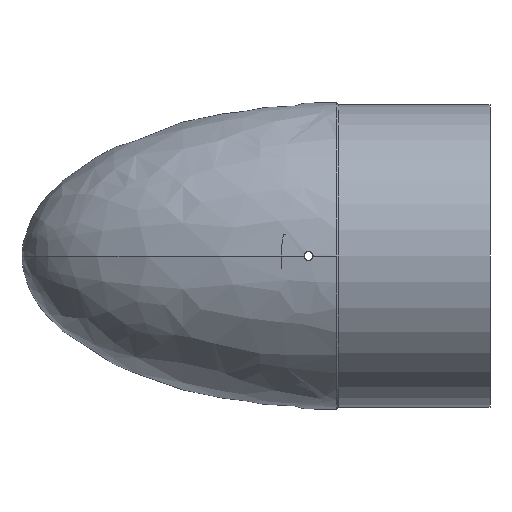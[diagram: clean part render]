
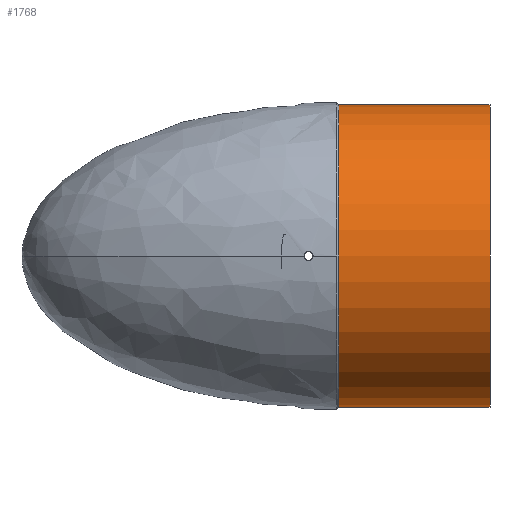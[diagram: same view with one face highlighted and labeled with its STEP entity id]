
A CAD part, left-side view. The second image highlights one B-rep face of the part: STEP entity #1768.
In plain terms, the highlighted cylindrical face has radius 79.375 mm (diameter 158.75 mm), a partial arc.
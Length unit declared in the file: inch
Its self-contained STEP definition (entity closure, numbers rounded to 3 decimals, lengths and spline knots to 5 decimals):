
#18 = ORIENTED_EDGE ( 'NONE', *, *, #1728, .F. ) ;
#71 = DIRECTION ( 'NONE',  ( 0., 1., 0. ) ) ;
#192 = ORIENTED_EDGE ( 'NONE', *, *, #1177, .T. ) ;
#248 = LINE ( 'NONE', #1108, #1771 ) ;
#265 = CYLINDRICAL_SURFACE ( 'NONE', #642, 3.125 ) ;
#276 = CARTESIAN_POINT ( 'NONE',  ( 0., -0.045, -3.125 ) ) ;
#295 = LINE ( 'NONE', #446, #1647 ) ;
#335 = VERTEX_POINT ( 'NONE', #1741 ) ;
#360 = CARTESIAN_POINT ( 'NONE',  ( 0., -0.045, 3.125 ) ) ;
#422 = CIRCLE ( 'NONE', #665, 3.125 ) ;
#446 = CARTESIAN_POINT ( 'NONE',  ( 0., 6.5, 3.125 ) ) ;
#455 = DIRECTION ( 'NONE',  ( 0., 1., 0. ) ) ;
#595 = EDGE_LOOP ( 'NONE', ( #18, #1572, #192, #662 ) ) ;
#613 = EDGE_CURVE ( 'NONE', #1717, #335, #422, .T. ) ;
#642 = AXIS2_PLACEMENT_3D ( 'NONE', #1161, #455, #856 ) ;
#662 = ORIENTED_EDGE ( 'NONE', *, *, #1821, .F. ) ;
#665 = AXIS2_PLACEMENT_3D ( 'NONE', #1405, #71, #1087 ) ;
#826 = CIRCLE ( 'NONE', #1258, 3.125 ) ;
#856 = DIRECTION ( 'NONE',  ( 0., 0., 1. ) ) ;
#947 = VERTEX_POINT ( 'NONE', #360 ) ;
#1011 = DIRECTION ( 'NONE',  ( 0., 1., 0. ) ) ;
#1087 = DIRECTION ( 'NONE',  ( 0., 0., 1. ) ) ;
#1108 = CARTESIAN_POINT ( 'NONE',  ( 0., 6.5, -3.125 ) ) ;
#1161 = CARTESIAN_POINT ( 'NONE',  ( 0., 6.5, 0. ) ) ;
#1177 = EDGE_CURVE ( 'NONE', #335, #947, #295, .T. ) ;
#1225 = VERTEX_POINT ( 'NONE', #276 ) ;
#1258 = AXIS2_PLACEMENT_3D ( 'NONE', #1865, #1011, #1585 ) ;
#1271 = DIRECTION ( 'NONE',  ( 0., 1., 0. ) ) ;
#1405 = CARTESIAN_POINT ( 'NONE',  ( 0., -3.17, 0. ) ) ;
#1572 = ORIENTED_EDGE ( 'NONE', *, *, #613, .T. ) ;
#1585 = DIRECTION ( 'NONE',  ( 0., 0., 1. ) ) ;
#1647 = VECTOR ( 'NONE', #1886, 39.37008 ) ;
#1681 = CARTESIAN_POINT ( 'NONE',  ( 0., -3.17, -3.125 ) ) ;
#1717 = VERTEX_POINT ( 'NONE', #1681 ) ;
#1728 = EDGE_CURVE ( 'NONE', #1717, #1225, #248, .T. ) ;
#1741 = CARTESIAN_POINT ( 'NONE',  ( 0., -3.17, 3.125 ) ) ;
#1761 = FACE_OUTER_BOUND ( 'NONE', #595, .T. ) ;
#1768 = ADVANCED_FACE ( 'NONE', ( #1761 ), #265, .T. ) ;
#1771 = VECTOR ( 'NONE', #1271, 39.37008 ) ;
#1821 = EDGE_CURVE ( 'NONE', #1225, #947, #826, .T. ) ;
#1865 = CARTESIAN_POINT ( 'NONE',  ( 0., -0.045, 0. ) ) ;
#1886 = DIRECTION ( 'NONE',  ( 0., 1., 0. ) ) ;
